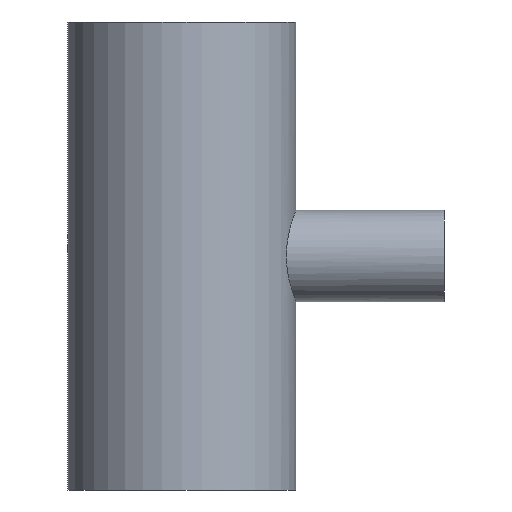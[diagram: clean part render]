
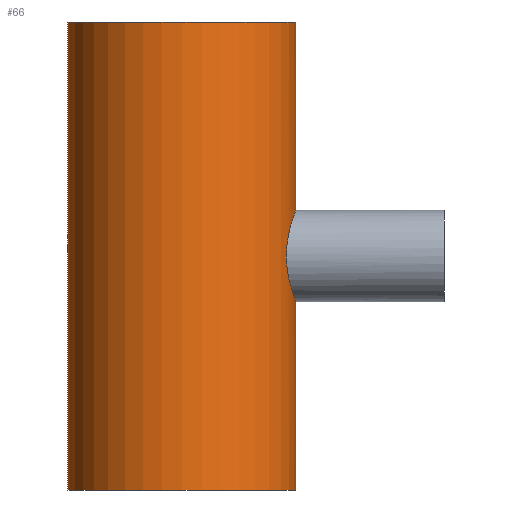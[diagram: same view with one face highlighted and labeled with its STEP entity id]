
A CAD part, front view. The second image highlights one B-rep face of the part: STEP entity #66.
In plain terms, the highlighted cylindrical face has radius 40 mm (diameter 80 mm), a partial arc.
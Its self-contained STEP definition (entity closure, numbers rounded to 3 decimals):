
#12 = CARTESIAN_POINT ( 'NONE',  ( 39.093, -8.483, -13.576 ) ) ;
#59 = CARTESIAN_POINT ( 'NONE',  ( 0., 0., 82. ) ) ;
#66 = ADVANCED_FACE ( 'NONE', ( #254 ), #272, .T. ) ;
#68 = B_SPLINE_CURVE_WITH_KNOTS ( 'NONE', 3,
 ( #175, #942, #934, #1041, #492, #182, #564, #1215, #660, #1034, #169, #289, #646, #665, #189, #582, #394, #559, #761, #486, #381, #105, #743, #927, #922, #85, #1116, #474, #80, #498, #749, #755, #1129, #577, #99, #298, #670, #1046, #196, #12, #401, #373, #768, #834, #1207, #969, #514, #1146, #603, #215 ),
 .UNSPECIFIED., .F., .F.,
 ( 4, 2, 2, 2, 2, 2, 2, 2, 2, 2, 2, 2, 2, 2, 2, 2, 2, 2, 2, 2, 2, 2, 2, 2, 4 ),
 ( 0., 0.003, 0.005, 0.006, 0.009, 0.011, 0.013, 0.014, 0.016, 0.019, 0.021, 0.022, 0.025, 0.027, 0.028, 0.032, 0.035, 0.036, 0.038, 0.041, 0.043, 0.044, 0.047, 0.049, 0.051 ),
 .UNSPECIFIED. ) ;
#80 = CARTESIAN_POINT ( 'NONE',  ( 36.752, -15.79, -2.635 ) ) ;
#85 = CARTESIAN_POINT ( 'NONE',  ( 36.66, -16., -0.518 ) ) ;
#89 = LINE ( 'NONE', #1031, #90 ) ;
#90 = VECTOR ( 'NONE', #1217, 1000. ) ;
#99 = CARTESIAN_POINT ( 'NONE',  ( 37.935, -12.69, -9.759 ) ) ;
#105 = CARTESIAN_POINT ( 'NONE',  ( 36.895, -15.453, 4.183 ) ) ;
#141 = CARTESIAN_POINT ( 'NONE',  ( 40., 0., -82. ) ) ;
#147 = CIRCLE ( 'NONE', #897, 40. ) ;
#169 = CARTESIAN_POINT ( 'NONE',  ( 38.791, -9.771, 12.681 ) ) ;
#171 = CARTESIAN_POINT ( 'NONE',  ( 0., 0., 82. ) ) ;
#175 = CARTESIAN_POINT ( 'NONE',  ( 40., 0., 16. ) ) ;
#176 = ORIENTED_EDGE ( 'NONE', *, *, #605, .T. ) ;
#182 = CARTESIAN_POINT ( 'NONE',  ( 39.666, -5.186, 15.145 ) ) ;
#189 = CARTESIAN_POINT ( 'NONE',  ( 38.149, -12.032, 10.559 ) ) ;
#196 = CARTESIAN_POINT ( 'NONE',  ( 38.796, -9.78, -12.706 ) ) ;
#215 = CARTESIAN_POINT ( 'NONE',  ( 40., 0., -16. ) ) ;
#254 = FACE_OUTER_BOUND ( 'NONE', #703, .T. ) ;
#255 = CARTESIAN_POINT ( 'NONE',  ( -40., 0., 82. ) ) ;
#256 = EDGE_CURVE ( 'NONE', #267, #933, #68, .T. ) ;
#267 = VERTEX_POINT ( 'NONE', #1161 ) ;
#272 = CYLINDRICAL_SURFACE ( 'NONE', #996, 40. ) ;
#289 = CARTESIAN_POINT ( 'NONE',  ( 38.579, -10.573, 12.02 ) ) ;
#298 = CARTESIAN_POINT ( 'NONE',  ( 38.151, -12.027, -10.565 ) ) ;
#356 = EDGE_CURVE ( 'NONE', #933, #1024, #726, .T. ) ;
#362 = DIRECTION ( 'NONE',  ( -1., 0., 0. ) ) ;
#373 = CARTESIAN_POINT ( 'NONE',  ( 39.366, -7.109, -14.344 ) ) ;
#379 = CARTESIAN_POINT ( 'NONE',  ( 40., 0., 82. ) ) ;
#381 = CARTESIAN_POINT ( 'NONE',  ( 37.023, -15.144, 5.19 ) ) ;
#387 = VERTEX_POINT ( 'NONE', #255 ) ;
#394 = CARTESIAN_POINT ( 'NONE',  ( 37.829, -13.001, 9.34 ) ) ;
#398 = CARTESIAN_POINT ( 'NONE',  ( 40., 0., -16. ) ) ;
#401 = CARTESIAN_POINT ( 'NONE',  ( 39.188, -8.031, -13.848 ) ) ;
#474 = CARTESIAN_POINT ( 'NONE',  ( 36.718, -15.869, -2.112 ) ) ;
#480 = VECTOR ( 'NONE', #641, 1000. ) ;
#485 = ORIENTED_EDGE ( 'NONE', *, *, #256, .F. ) ;
#486 = CARTESIAN_POINT ( 'NONE',  ( 37.095, -14.966, 5.682 ) ) ;
#488 = DIRECTION ( 'NONE',  ( 1., 0., 0. ) ) ;
#492 = CARTESIAN_POINT ( 'NONE',  ( 39.785, -4.175, 15.455 ) ) ;
#498 = CARTESIAN_POINT ( 'NONE',  ( 36.884, -15.48, -4.182 ) ) ;
#506 = LINE ( 'NONE', #1048, #861 ) ;
#514 = CARTESIAN_POINT ( 'NONE',  ( 39.948, -2.103, -15.87 ) ) ;
#553 = DIRECTION ( 'NONE',  ( 0., 0., -1. ) ) ;
#559 = CARTESIAN_POINT ( 'NONE',  ( 37.522, -13.875, 8.036 ) ) ;
#564 = CARTESIAN_POINT ( 'NONE',  ( 39.597, -5.685, 14.965 ) ) ;
#577 = CARTESIAN_POINT ( 'NONE',  ( 37.83, -13., -9.342 ) ) ;
#582 = CARTESIAN_POINT ( 'NONE',  ( 37.935, -12.69, 9.759 ) ) ;
#603 = CARTESIAN_POINT ( 'NONE',  ( 40., -0.527, -16. ) ) ;
#605 = EDGE_CURVE ( 'NONE', #974, #1024, #998, .T. ) ;
#629 = AXIS2_PLACEMENT_3D ( 'NONE', #751, #938, #488 ) ;
#637 = EDGE_CURVE ( 'NONE', #387, #974, #89, .T. ) ;
#641 = DIRECTION ( 'NONE',  ( 0., 0., -1. ) ) ;
#646 = CARTESIAN_POINT ( 'NONE',  ( 38.472, -10.956, 11.672 ) ) ;
#649 = VERTEX_POINT ( 'NONE', #379 ) ;
#660 = CARTESIAN_POINT ( 'NONE',  ( 39.192, -8.051, 13.866 ) ) ;
#664 = ORIENTED_EDGE ( 'NONE', *, *, #936, .F. ) ;
#665 = CARTESIAN_POINT ( 'NONE',  ( 38.257, -11.686, 10.941 ) ) ;
#670 = CARTESIAN_POINT ( 'NONE',  ( 38.26, -11.676, -10.952 ) ) ;
#703 = EDGE_LOOP ( 'NONE', ( #664, #1145, #1050, #176, #842, #485 ) ) ;
#726 = LINE ( 'NONE', #1087, #480 ) ;
#743 = CARTESIAN_POINT ( 'NONE',  ( 36.84, -15.584, 3.665 ) ) ;
#749 = CARTESIAN_POINT ( 'NONE',  ( 37.013, -15.173, -5.186 ) ) ;
#751 = CARTESIAN_POINT ( 'NONE',  ( 0., 0., -82. ) ) ;
#755 = CARTESIAN_POINT ( 'NONE',  ( 37.336, -14.36, -7.135 ) ) ;
#761 = CARTESIAN_POINT ( 'NONE',  ( 37.334, -14.365, 7.122 ) ) ;
#768 = CARTESIAN_POINT ( 'NONE',  ( 39.448, -6.638, -14.568 ) ) ;
#769 = CARTESIAN_POINT ( 'NONE',  ( -40., 0., -82. ) ) ;
#834 = CARTESIAN_POINT ( 'NONE',  ( 39.673, -5.195, -15.169 ) ) ;
#842 = ORIENTED_EDGE ( 'NONE', *, *, #356, .F. ) ;
#861 = VECTOR ( 'NONE', #1149, 1000. ) ;
#897 = AXIS2_PLACEMENT_3D ( 'NONE', #171, #1012, #1006 ) ;
#922 = CARTESIAN_POINT ( 'NONE',  ( 36.661, -15.999, 1.066 ) ) ;
#927 = CARTESIAN_POINT ( 'NONE',  ( 36.707, -15.895, 2.112 ) ) ;
#933 = VERTEX_POINT ( 'NONE', #398 ) ;
#934 = CARTESIAN_POINT ( 'NONE',  ( 39.957, -2.118, 15.894 ) ) ;
#936 = EDGE_CURVE ( 'NONE', #649, #267, #506, .T. ) ;
#938 = DIRECTION ( 'NONE',  ( 0., 0., 1. ) ) ;
#942 = CARTESIAN_POINT ( 'NONE',  ( 40., -1.069, 16. ) ) ;
#969 = CARTESIAN_POINT ( 'NONE',  ( 39.917, -2.631, -15.791 ) ) ;
#974 = VERTEX_POINT ( 'NONE', #769 ) ;
#996 = AXIS2_PLACEMENT_3D ( 'NONE', #59, #553, #362 ) ;
#998 = CIRCLE ( 'NONE', #629, 40. ) ;
#1006 = DIRECTION ( 'NONE',  ( 1., 0., 0. ) ) ;
#1012 = DIRECTION ( 'NONE',  ( 0., 0., 1. ) ) ;
#1024 = VERTEX_POINT ( 'NONE', #141 ) ;
#1031 = CARTESIAN_POINT ( 'NONE',  ( -40., 0., 82. ) ) ;
#1034 = CARTESIAN_POINT ( 'NONE',  ( 38.895, -9.349, 12.995 ) ) ;
#1041 = CARTESIAN_POINT ( 'NONE',  ( 39.835, -3.664, 15.584 ) ) ;
#1046 = CARTESIAN_POINT ( 'NONE',  ( 38.584, -10.577, -12.05 ) ) ;
#1048 = CARTESIAN_POINT ( 'NONE',  ( 40., 0., 82. ) ) ;
#1050 = ORIENTED_EDGE ( 'NONE', *, *, #637, .T. ) ;
#1087 = CARTESIAN_POINT ( 'NONE',  ( 40., 0., 82. ) ) ;
#1093 = EDGE_CURVE ( 'NONE', #387, #649, #147, .T. ) ;
#1116 = CARTESIAN_POINT ( 'NONE',  ( 36.672, -15.974, -1.052 ) ) ;
#1129 = CARTESIAN_POINT ( 'NONE',  ( 37.525, -13.866, -8.05 ) ) ;
#1145 = ORIENTED_EDGE ( 'NONE', *, *, #1093, .F. ) ;
#1146 = CARTESIAN_POINT ( 'NONE',  ( 39.99, -1.053, -15.974 ) ) ;
#1149 = DIRECTION ( 'NONE',  ( 0., 0., -1. ) ) ;
#1161 = CARTESIAN_POINT ( 'NONE',  ( 40., 0., 16. ) ) ;
#1207 = CARTESIAN_POINT ( 'NONE',  ( 39.793, -4.194, -15.477 ) ) ;
#1215 = CARTESIAN_POINT ( 'NONE',  ( 39.371, -7.135, 14.359 ) ) ;
#1217 = DIRECTION ( 'NONE',  ( 0., 0., -1. ) ) ;
